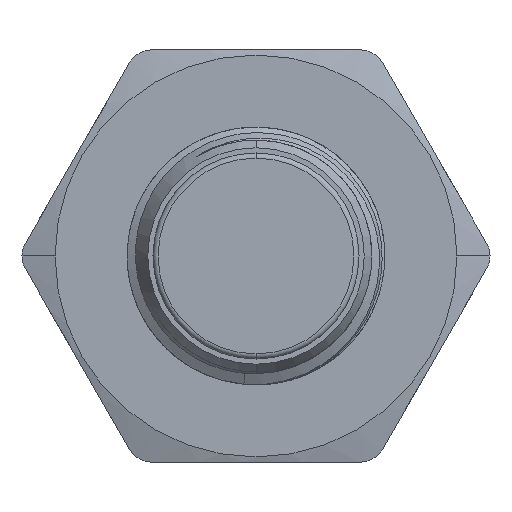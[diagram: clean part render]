
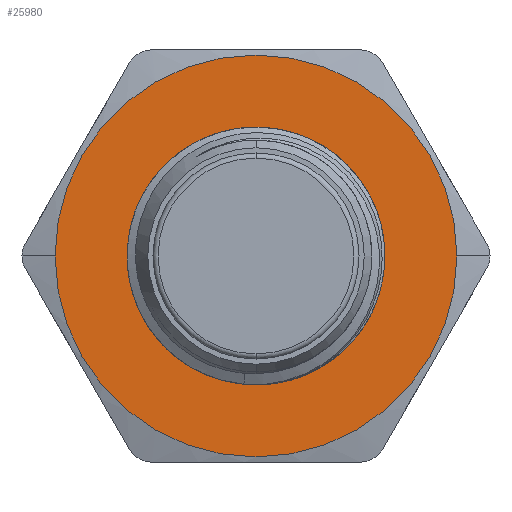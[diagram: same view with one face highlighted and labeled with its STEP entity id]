
A CAD part, front view. The second image highlights one B-rep face of the part: STEP entity #25980.
In plain terms, the highlighted face is planar.
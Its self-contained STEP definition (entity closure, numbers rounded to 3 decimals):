
#105 = DIRECTION ( 'NONE',  ( 1., 0., 0. ) ) ;
#475 = CARTESIAN_POINT ( 'NONE',  ( 2.25, 3., 0. ) ) ;
#1280 = DIRECTION ( 'NONE',  ( 0., 1., 0. ) ) ;
#2117 = VERTEX_POINT ( 'NONE', #13649 ) ;
#2173 = CARTESIAN_POINT ( 'NONE',  ( 0., 3., 0. ) ) ;
#2749 = CIRCLE ( 'NONE', #24579, 3.9 ) ;
#3411 = ORIENTED_EDGE ( 'NONE', *, *, #19817, .T. ) ;
#3512 = PLANE ( 'NONE',  #17160 ) ;
#3955 = CARTESIAN_POINT ( 'NONE',  ( 0., 3., 0. ) ) ;
#4214 = AXIS2_PLACEMENT_3D ( 'NONE', #3955, #13043, #20329 ) ;
#4549 = DIRECTION ( 'NONE',  ( 0., -1., 0. ) ) ;
#8591 = EDGE_LOOP ( 'NONE', ( #25005, #3411 ) ) ;
#9477 = CIRCLE ( 'NONE', #11858, 2.25 ) ;
#9885 = VERTEX_POINT ( 'NONE', #475 ) ;
#10139 = VERTEX_POINT ( 'NONE', #17065 ) ;
#10878 = CIRCLE ( 'NONE', #4214, 2.25 ) ;
#11567 = VERTEX_POINT ( 'NONE', #28385 ) ;
#11858 = AXIS2_PLACEMENT_3D ( 'NONE', #2173, #4549, #105 ) ;
#12305 = FACE_OUTER_BOUND ( 'NONE', #12852, .T. ) ;
#12852 = EDGE_LOOP ( 'NONE', ( #24185, #19381 ) ) ;
#13043 = DIRECTION ( 'NONE',  ( 0., -1., 0. ) ) ;
#13649 = CARTESIAN_POINT ( 'NONE',  ( -3.9, 3., 0. ) ) ;
#13922 = DIRECTION ( 'NONE',  ( 1., 0., 0. ) ) ;
#14215 = DIRECTION ( 'NONE',  ( 0., 1., 0. ) ) ;
#15369 = EDGE_CURVE ( 'NONE', #2117, #10139, #2749, .T. ) ;
#15994 = CARTESIAN_POINT ( 'NONE',  ( 0., 3., 0. ) ) ;
#16738 = DIRECTION ( 'NONE',  ( 0., 1., 0. ) ) ;
#17065 = CARTESIAN_POINT ( 'NONE',  ( 3.9, 3., 0. ) ) ;
#17160 = AXIS2_PLACEMENT_3D ( 'NONE', #28091, #1280, #23483 ) ;
#18288 = EDGE_CURVE ( 'NONE', #10139, #2117, #27987, .T. ) ;
#19282 = FACE_BOUND ( 'NONE', #8591, .T. ) ;
#19381 = ORIENTED_EDGE ( 'NONE', *, *, #18288, .T. ) ;
#19817 = EDGE_CURVE ( 'NONE', #9885, #11567, #9477, .T. ) ;
#19951 = EDGE_CURVE ( 'NONE', #11567, #9885, #10878, .T. ) ;
#20329 = DIRECTION ( 'NONE',  ( -1., 0., 0. ) ) ;
#23483 = DIRECTION ( 'NONE',  ( 1., 0., 0. ) ) ;
#23579 = DIRECTION ( 'NONE',  ( -1., 0., 0. ) ) ;
#24185 = ORIENTED_EDGE ( 'NONE', *, *, #15369, .T. ) ;
#24579 = AXIS2_PLACEMENT_3D ( 'NONE', #26380, #16738, #23579 ) ;
#25005 = ORIENTED_EDGE ( 'NONE', *, *, #19951, .T. ) ;
#25980 = ADVANCED_FACE ( 'NONE', ( #19282, #12305 ), #3512, .T. ) ;
#26380 = CARTESIAN_POINT ( 'NONE',  ( 0., 3., 0. ) ) ;
#27514 = AXIS2_PLACEMENT_3D ( 'NONE', #15994, #14215, #13922 ) ;
#27987 = CIRCLE ( 'NONE', #27514, 3.9 ) ;
#28091 = CARTESIAN_POINT ( 'NONE',  ( 0., 3., 0. ) ) ;
#28385 = CARTESIAN_POINT ( 'NONE',  ( -2.25, 3., 0. ) ) ;
